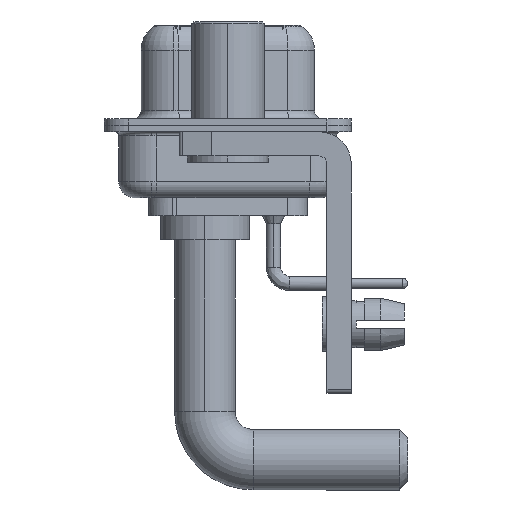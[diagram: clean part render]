
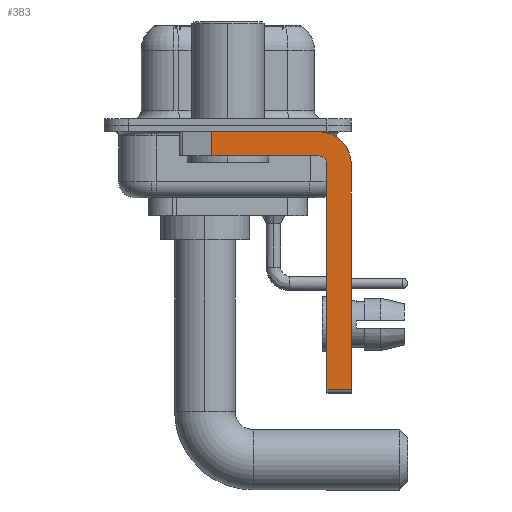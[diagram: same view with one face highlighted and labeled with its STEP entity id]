
A CAD part, left-side view. The second image highlights one B-rep face of the part: STEP entity #383.
In plain terms, the highlighted planar face has unit normal (-1, 0, 0).
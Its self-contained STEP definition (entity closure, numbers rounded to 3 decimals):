
#118 = ORIENTED_EDGE ( 'NONE', *, *, #7156, .T. ) ;
#307 = VECTOR ( 'NONE', #2391, 1000. ) ;
#342 = LINE ( 'NONE', #22133, #307 ) ;
#383 = ADVANCED_FACE ( 'NONE', ( #14139 ), #16459, .F. ) ;
#908 = ORIENTED_EDGE ( 'NONE', *, *, #15342, .F. ) ;
#913 = EDGE_CURVE ( 'NONE', #19832, #1214, #1063, .T. ) ;
#920 = DIRECTION ( 'NONE',  ( 1., 0., 0. ) ) ;
#970 = DIRECTION ( 'NONE',  ( 0., 0., -1. ) ) ;
#1063 = LINE ( 'NONE', #16941, #22957 ) ;
#1214 = VERTEX_POINT ( 'NONE', #25287 ) ;
#1686 = DIRECTION ( 'NONE',  ( 0., 1., 0. ) ) ;
#1852 = EDGE_CURVE ( 'NONE', #22861, #12050, #4784, .T. ) ;
#2006 = CIRCLE ( 'NONE', #11814, 2. ) ;
#2296 = CARTESIAN_POINT ( 'NONE',  ( -2.9, 0.978, -0.4 ) ) ;
#2391 = DIRECTION ( 'NONE',  ( 0., -1., 0. ) ) ;
#2398 = VERTEX_POINT ( 'NONE', #3986 ) ;
#2504 = DIRECTION ( 'NONE',  ( 1., 0., 0. ) ) ;
#3287 = VERTEX_POINT ( 'NONE', #5585 ) ;
#3314 = CARTESIAN_POINT ( 'NONE',  ( -2.9, -5.65, -1.9 ) ) ;
#3635 = ORIENTED_EDGE ( 'NONE', *, *, #913, .F. ) ;
#3750 = ORIENTED_EDGE ( 'NONE', *, *, #9864, .F. ) ;
#3986 = CARTESIAN_POINT ( 'NONE',  ( -2.9, 0.978, -1.9 ) ) ;
#4072 = VERTEX_POINT ( 'NONE', #3314 ) ;
#4654 = LINE ( 'NONE', #17209, #22324 ) ;
#4784 = LINE ( 'NONE', #22503, #23414 ) ;
#5377 = CARTESIAN_POINT ( 'NONE',  ( -2.9, -7.65, -2.4 ) ) ;
#5415 = DIRECTION ( 'NONE',  ( 0., 0., 1. ) ) ;
#5585 = CARTESIAN_POINT ( 'NONE',  ( -2.9, -6.15, -16.35 ) ) ;
#6306 = CARTESIAN_POINT ( 'NONE',  ( -2.9, -5.65, -2.4 ) ) ;
#6621 = EDGE_LOOP ( 'NONE', ( #3635, #20067, #908, #24493, #3750, #118, #13448, #8802 ) ) ;
#6837 = DIRECTION ( 'NONE',  ( 0., 0., -1. ) ) ;
#7046 = DIRECTION ( 'NONE',  ( 0., 0., -1. ) ) ;
#7156 = EDGE_CURVE ( 'NONE', #3287, #12050, #342, .T. ) ;
#7454 = CARTESIAN_POINT ( 'NONE',  ( -2.9, 0.978, -1.9 ) ) ;
#7685 = EDGE_CURVE ( 'NONE', #1214, #22861, #2006, .T. ) ;
#8369 = DIRECTION ( 'NONE',  ( -1., 0., 0. ) ) ;
#8802 = ORIENTED_EDGE ( 'NONE', *, *, #7685, .F. ) ;
#9509 = LINE ( 'NONE', #11665, #19942 ) ;
#9864 = EDGE_CURVE ( 'NONE', #3287, #24695, #4654, .T. ) ;
#9917 = CARTESIAN_POINT ( 'NONE',  ( -2.9, -7.65, -16.35 ) ) ;
#10307 = CARTESIAN_POINT ( 'NONE',  ( -2.9, -5.65, -2.4 ) ) ;
#11665 = CARTESIAN_POINT ( 'NONE',  ( -2.9, -5.65, -1.9 ) ) ;
#11814 = AXIS2_PLACEMENT_3D ( 'NONE', #16403, #920, #7046 ) ;
#12038 = EDGE_CURVE ( 'NONE', #24695, #4072, #24823, .T. ) ;
#12050 = VERTEX_POINT ( 'NONE', #9917 ) ;
#13448 = ORIENTED_EDGE ( 'NONE', *, *, #1852, .F. ) ;
#13742 = EDGE_CURVE ( 'NONE', #19832, #2398, #21309, .T. ) ;
#14139 = FACE_OUTER_BOUND ( 'NONE', #6621, .T. ) ;
#15342 = EDGE_CURVE ( 'NONE', #4072, #2398, #9509, .T. ) ;
#15797 = DIRECTION ( 'NONE',  ( 0., 0., 1. ) ) ;
#15920 = AXIS2_PLACEMENT_3D ( 'NONE', #10307, #2504, #970 ) ;
#16174 = AXIS2_PLACEMENT_3D ( 'NONE', #6306, #8369, #15797 ) ;
#16403 = CARTESIAN_POINT ( 'NONE',  ( -2.9, -5.65, -2.4 ) ) ;
#16459 = PLANE ( 'NONE',  #15920 ) ;
#16941 = CARTESIAN_POINT ( 'NONE',  ( -2.9, 3., -0.4 ) ) ;
#17209 = CARTESIAN_POINT ( 'NONE',  ( -2.9, -6.15, -16.6 ) ) ;
#18984 = CARTESIAN_POINT ( 'NONE',  ( -2.9, -6.15, -2.4 ) ) ;
#19526 = VECTOR ( 'NONE', #21442, 1000. ) ;
#19832 = VERTEX_POINT ( 'NONE', #2296 ) ;
#19942 = VECTOR ( 'NONE', #1686, 1000. ) ;
#20067 = ORIENTED_EDGE ( 'NONE', *, *, #13742, .T. ) ;
#20524 = DIRECTION ( 'NONE',  ( 0., -1., 0. ) ) ;
#21309 = LINE ( 'NONE', #7454, #19526 ) ;
#21442 = DIRECTION ( 'NONE',  ( 0., 0., -1. ) ) ;
#22133 = CARTESIAN_POINT ( 'NONE',  ( -2.9, -5.65, -16.35 ) ) ;
#22324 = VECTOR ( 'NONE', #5415, 1000. ) ;
#22503 = CARTESIAN_POINT ( 'NONE',  ( -2.9, -7.65, -2.4 ) ) ;
#22861 = VERTEX_POINT ( 'NONE', #5377 ) ;
#22957 = VECTOR ( 'NONE', #20524, 1000. ) ;
#23414 = VECTOR ( 'NONE', #6837, 1000. ) ;
#24493 = ORIENTED_EDGE ( 'NONE', *, *, #12038, .F. ) ;
#24695 = VERTEX_POINT ( 'NONE', #18984 ) ;
#24823 = CIRCLE ( 'NONE', #16174, 0.5 ) ;
#25287 = CARTESIAN_POINT ( 'NONE',  ( -2.9, -5.65, -0.4 ) ) ;
